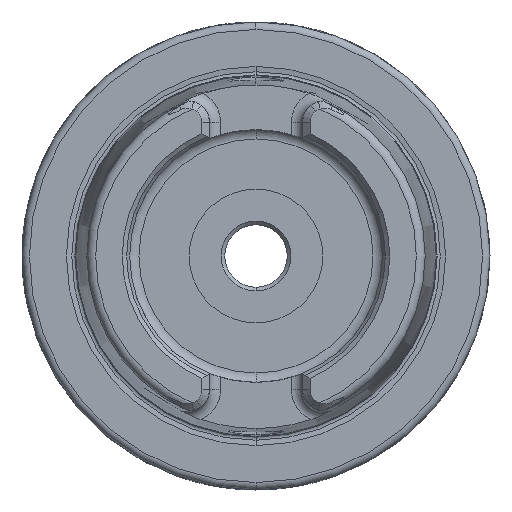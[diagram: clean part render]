
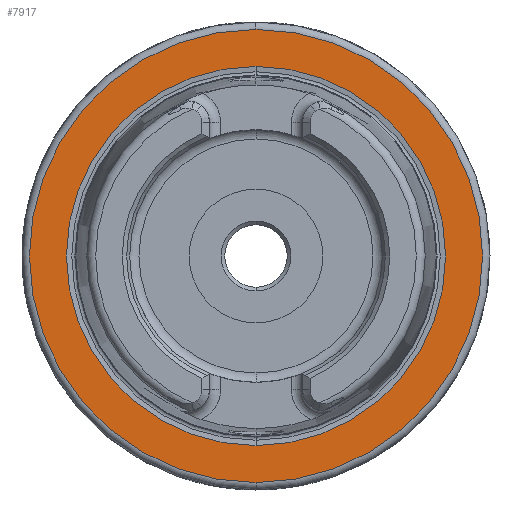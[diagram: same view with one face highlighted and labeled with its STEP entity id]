
A CAD part, left-side view. The second image highlights one B-rep face of the part: STEP entity #7917.
In plain terms, the highlighted planar face has unit normal (-1, 0, 0).
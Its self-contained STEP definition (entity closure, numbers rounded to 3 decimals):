
#110 = AXIS2_PLACEMENT_3D ( 'NONE', #7852, #3332, #8584 ) ;
#130 = AXIS2_PLACEMENT_3D ( 'NONE', #7678, #3172, #8422 ) ;
#740 = VERTEX_POINT ( 'NONE', #2233 ) ;
#859 = VERTEX_POINT ( 'NONE', #7969 ) ;
#910 = DIRECTION ( 'NONE',  ( 0., 0., -1. ) ) ;
#928 = DIRECTION ( 'NONE',  ( 1., 0., 0. ) ) ;
#942 = EDGE_CURVE ( 'NONE', #5842, #6842, #2212, .T. ) ;
#994 = CARTESIAN_POINT ( 'NONE',  ( -49., 0., 30.5 ) ) ;
#1339 = CARTESIAN_POINT ( 'NONE',  ( -49., 0., 0. ) ) ;
#2054 = AXIS2_PLACEMENT_3D ( 'NONE', #1339, #928, #910 ) ;
#2212 = CIRCLE ( 'NONE', #7540, 30.5 ) ;
#2233 = CARTESIAN_POINT ( 'NONE',  ( -49., 0., 25.521 ) ) ;
#2278 = PLANE ( 'NONE',  #5786 ) ;
#2360 = DIRECTION ( 'NONE',  ( 0., 0., -1. ) ) ;
#2590 = EDGE_LOOP ( 'NONE', ( #8054, #8178 ) ) ;
#2667 = EDGE_LOOP ( 'NONE', ( #7851, #7931 ) ) ;
#2971 = DIRECTION ( 'NONE',  ( -1., 0., 0. ) ) ;
#3040 = DIRECTION ( 'NONE',  ( 1., 0., 0. ) ) ;
#3172 = DIRECTION ( 'NONE',  ( -1., 0., 0. ) ) ;
#3248 = CARTESIAN_POINT ( 'NONE',  ( -49., 0., 0. ) ) ;
#3332 = DIRECTION ( 'NONE',  ( 1., 0., 0. ) ) ;
#3552 = FACE_BOUND ( 'NONE', #2590, .T. ) ;
#3567 = FACE_OUTER_BOUND ( 'NONE', #2667, .T. ) ;
#4246 = EDGE_CURVE ( 'NONE', #740, #859, #8557, .T. ) ;
#5660 = EDGE_CURVE ( 'NONE', #6842, #5842, #6960, .T. ) ;
#5720 = EDGE_CURVE ( 'NONE', #859, #740, #6930, .T. ) ;
#5786 = AXIS2_PLACEMENT_3D ( 'NONE', #7530, #3040, #8291 ) ;
#5842 = VERTEX_POINT ( 'NONE', #994 ) ;
#6276 = CARTESIAN_POINT ( 'NONE',  ( -49., 0., -30.5 ) ) ;
#6842 = VERTEX_POINT ( 'NONE', #6276 ) ;
#6930 = CIRCLE ( 'NONE', #110, 25.521 ) ;
#6960 = CIRCLE ( 'NONE', #130, 30.5 ) ;
#7530 = CARTESIAN_POINT ( 'NONE',  ( -49., 31.5, 0. ) ) ;
#7540 = AXIS2_PLACEMENT_3D ( 'NONE', #3248, #2971, #2360 ) ;
#7678 = CARTESIAN_POINT ( 'NONE',  ( -49., 0., 0. ) ) ;
#7851 = ORIENTED_EDGE ( 'NONE', *, *, #5660, .T. ) ;
#7852 = CARTESIAN_POINT ( 'NONE',  ( -49., 0., 0. ) ) ;
#7917 = ADVANCED_FACE ( 'NONE', ( #3567, #3552 ), #2278, .F. ) ;
#7931 = ORIENTED_EDGE ( 'NONE', *, *, #942, .T. ) ;
#7969 = CARTESIAN_POINT ( 'NONE',  ( -49., 0., -25.521 ) ) ;
#8054 = ORIENTED_EDGE ( 'NONE', *, *, #4246, .T. ) ;
#8178 = ORIENTED_EDGE ( 'NONE', *, *, #5720, .T. ) ;
#8291 = DIRECTION ( 'NONE',  ( 0., 0., -1. ) ) ;
#8422 = DIRECTION ( 'NONE',  ( 0., 0., -1. ) ) ;
#8557 = CIRCLE ( 'NONE', #2054, 25.521 ) ;
#8584 = DIRECTION ( 'NONE',  ( 0., 0., -1. ) ) ;
